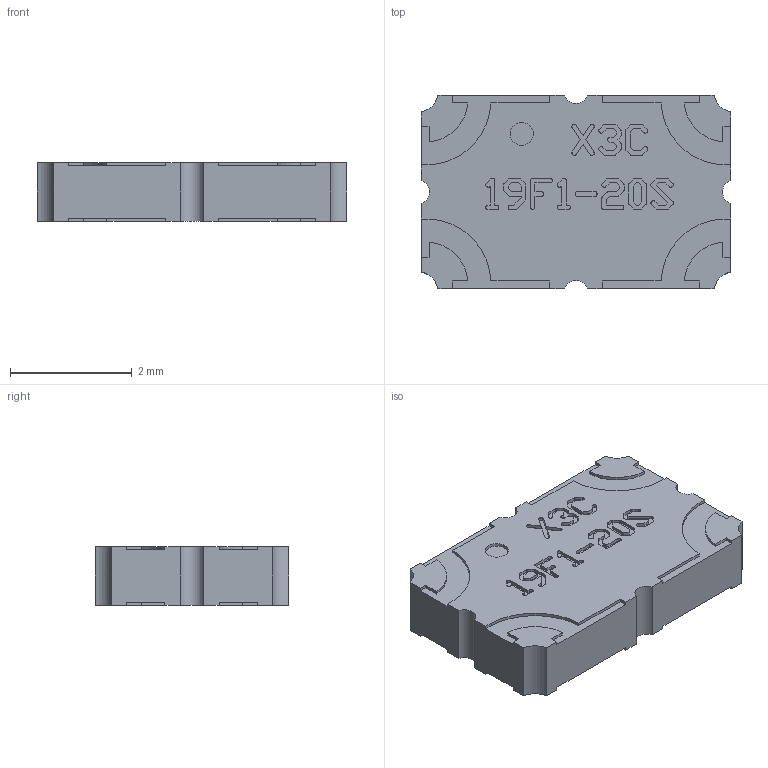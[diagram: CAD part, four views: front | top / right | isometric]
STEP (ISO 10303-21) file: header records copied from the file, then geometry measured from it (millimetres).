
FILE_DESCRIPTION (( 'STEP AP203' ), '1' );
FILE_NAME ('X3C19F1-20S.STEP', '2025-05-08T14:24:04', ( '' ), ( '' ), 'SwSTEP 2.0', 'SolidWorks 2023', '' );
FILE_SCHEMA (( 'CONFIG_CONTROL_DESIGN' ));
Length unit declared in the file: inch
Products named in the file (1): X3C19F1-20S
Bounding box: 5.08 x 3.17 x 0.97 mm (x, y, z)
Volume: 14.8 mm3; surface area: 49.8 mm2
Topology: 1 solids, 1 shells, 396 faces, 1137 edges, 758 vertices
Faces by surface type: plane 270, cylinder 126
Entity records: 13012 total; most frequent: CARTESIAN_POINT 2292, ORIENTED_EDGE 2274, DIRECTION 2183, EDGE_CURVE 1137, VECTOR 885, LINE 885, VERTEX_POINT 758, AXIS2_PLACEMENT_3D 649
